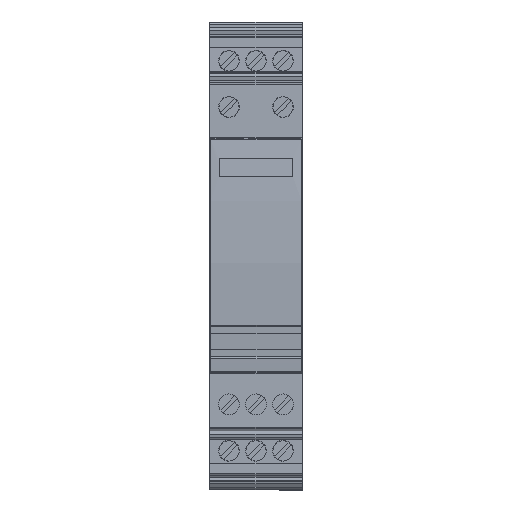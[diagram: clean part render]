
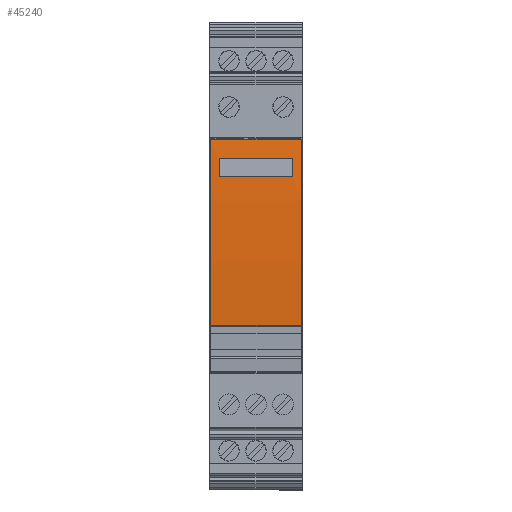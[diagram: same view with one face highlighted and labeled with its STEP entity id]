
A CAD part, top view. The second image highlights one B-rep face of the part: STEP entity #45240.
In plain terms, the highlighted cylindrical face has radius 200 mm (diameter 400 mm), a partial arc.
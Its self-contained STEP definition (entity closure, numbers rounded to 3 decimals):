
#27150=CARTESIAN_POINT('',(55.894,74.304,
-30.449));
#27160=VERTEX_POINT('',#27150);
#27310=CARTESIAN_POINT('',(55.894,74.304,
-47.949));
#27320=VERTEX_POINT('',#27310);
#27350=CARTESIAN_POINT('',(55.894,74.304,
-30.449));
#27360=DIRECTION('',(0.,0.,-1.));
#27370=VECTOR('',#27360,1.);
#27380=LINE('',#27350,#27370);
#27390=EDGE_CURVE('',#27160,#27320,#27380,.T.);
#28010=CARTESIAN_POINT('',(69.341,-125.244,
-30.449));
#28020=DIRECTION('',(0.,0.,-1.));
#28030=DIRECTION('',(-1.,0.,0.));
#28040=AXIS2_PLACEMENT_3D('',#28010,#28020,#28030);
#28050=CIRCLE('',#28040,200.);
#28060=CARTESIAN_POINT('',(91.741,73.498,
-30.449));
#28070=VERTEX_POINT('',#28060);
#28080=EDGE_CURVE('',#27160,#28070,#28050,.T.);
#42720=CARTESIAN_POINT('',(91.741,73.498,
-47.949));
#42730=VERTEX_POINT('',#42720);
#42760=CARTESIAN_POINT('',(69.341,-125.244,
-47.949));
#42770=DIRECTION('',(0.,0.,-1.));
#42780=DIRECTION('',(-1.,0.,0.));
#42790=AXIS2_PLACEMENT_3D('',#42760,#42770,#42780);
#42800=CIRCLE('',#42790,200.);
#42810=EDGE_CURVE('',#27320,#42730,#42800,.T.);
#44590=CARTESIAN_POINT('',(91.741,73.498,
-30.449));
#44600=DIRECTION('',(0.,0.,-1.));
#44610=VECTOR('',#44600,1.);
#44620=LINE('',#44590,#44610);
#44630=EDGE_CURVE('',#28070,#42730,#44620,.T.);
#44770=CARTESIAN_POINT('',(69.341,-125.244,
-30.449));
#44780=DIRECTION('',(0.,0.,-1.));
#44790=DIRECTION('',(-1.,0.,0.));
#44800=AXIS2_PLACEMENT_3D('',#44770,#44780,#44790);
#44810=CYLINDRICAL_SURFACE('',#44800,200.);
#44820=CARTESIAN_POINT('',(69.341,-125.244,
-46.299));
#44830=DIRECTION('',(0.,0.,-1.));
#44840=DIRECTION('',(-1.,0.,0.));
#44850=AXIS2_PLACEMENT_3D('',#44820,#44830,#44840);
#44860=CIRCLE('',#44850,200.);
#44870=CARTESIAN_POINT('',(84.601,74.173,
-46.299));
#44880=VERTEX_POINT('',#44870);
#44890=CARTESIAN_POINT('',(88.061,73.878,
-46.299));
#44900=VERTEX_POINT('',#44890);
#44910=EDGE_CURVE('',#44880,#44900,#44860,.T.);
#44920=ORIENTED_EDGE('',*,*,#44910,.T.);
#44930=CARTESIAN_POINT('',(84.601,74.173,
-30.449));
#44940=DIRECTION('',(0.,0.,-1.));
#44950=VECTOR('',#44940,1.);
#44960=LINE('',#44930,#44950);
#44970=CARTESIAN_POINT('',(84.601,74.173,
-32.099));
#44980=VERTEX_POINT('',#44970);
#44990=EDGE_CURVE('',#44980,#44880,#44960,.T.);
#45000=ORIENTED_EDGE('',*,*,#44990,.T.);
#45010=CARTESIAN_POINT('',(69.341,-125.244,
-32.099));
#45020=DIRECTION('',(0.,0.,-1.));
#45030=DIRECTION('',(-1.,0.,0.));
#45040=AXIS2_PLACEMENT_3D('',#45010,#45020,#45030);
#45050=CIRCLE('',#45040,200.);
#45060=CARTESIAN_POINT('',(88.061,73.878,
-32.099));
#45070=VERTEX_POINT('',#45060);
#45080=EDGE_CURVE('',#44980,#45070,#45050,.T.);
#45090=ORIENTED_EDGE('',*,*,#45080,.F.);
#45100=CARTESIAN_POINT('',(88.061,73.878,
-30.449));
#45110=DIRECTION('',(0.,0.,-1.));
#45120=VECTOR('',#45110,1.);
#45130=LINE('',#45100,#45120);
#45140=EDGE_CURVE('',#45070,#44900,#45130,.T.);
#45150=ORIENTED_EDGE('',*,*,#45140,.F.);
#45160=EDGE_LOOP('',(#45150,#45090,#45000,#44920));
#45170=FACE_BOUND('',#45160,.T.);
#45180=ORIENTED_EDGE('',*,*,#28080,.T.);
#45190=ORIENTED_EDGE('',*,*,#27390,.F.);
#45200=ORIENTED_EDGE('',*,*,#42810,.F.);
#45210=ORIENTED_EDGE('',*,*,#44630,.T.);
#45220=EDGE_LOOP('',(#45210,#45200,#45190,#45180));
#45230=FACE_OUTER_BOUND('',#45220,.T.);
#45240=ADVANCED_FACE('',(#45170,#45230),#44810,.T.);
